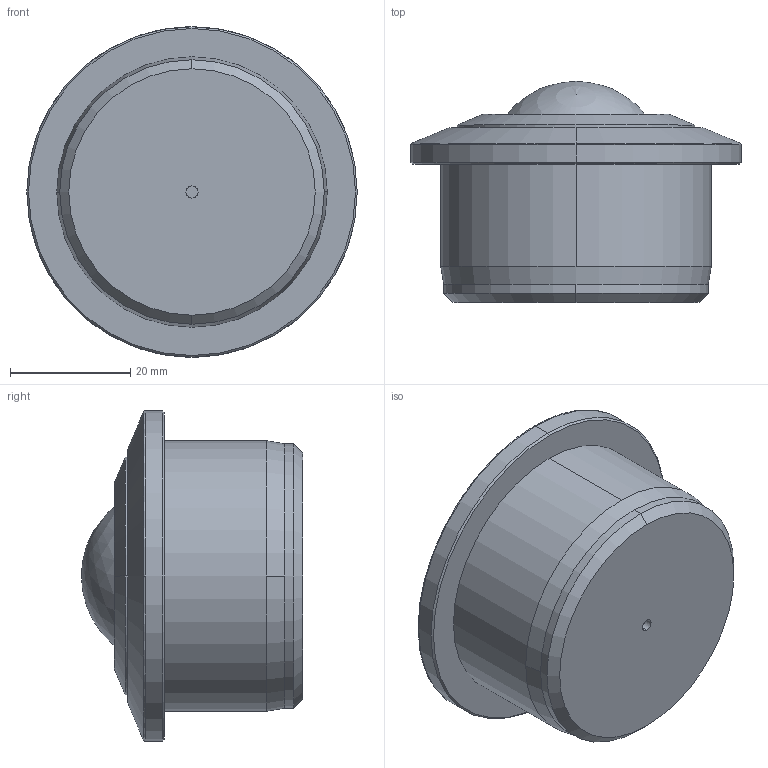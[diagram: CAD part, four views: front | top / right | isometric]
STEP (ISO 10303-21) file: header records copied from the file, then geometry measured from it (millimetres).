
FILE_DESCRIPTION (( 'STEP AP214' ), '1' );
FILE_NAME ('0017506.step', '2022-07-05T10:14:46', ( '' ), ( '' ), 'SwSTEP 2.0', 'SolidWorks 2020', '' );
FILE_SCHEMA (( 'AUTOMOTIVE_DESIGN' ));
Length unit declared in the file: millimetre
Products named in the file (1): 0017506
Bounding box: 55 x 36.8 x 55 mm (x, y, z)
Volume: 52670.6 mm3; surface area: 8975.1 mm2
Topology: 1 solids, 1 shells, 35 faces, 80 edges, 52 vertices
Faces by surface type: cylinder 14, cone 10, plane 7, bspline 2, sphere 2
Entity records: 1042 total; most frequent: DIRECTION 196, CARTESIAN_POINT 192, ORIENTED_EDGE 152, AXIS2_PLACEMENT_3D 86, EDGE_CURVE 76, CIRCLE 52, VERTEX_POINT 50, EDGE_LOOP 42
